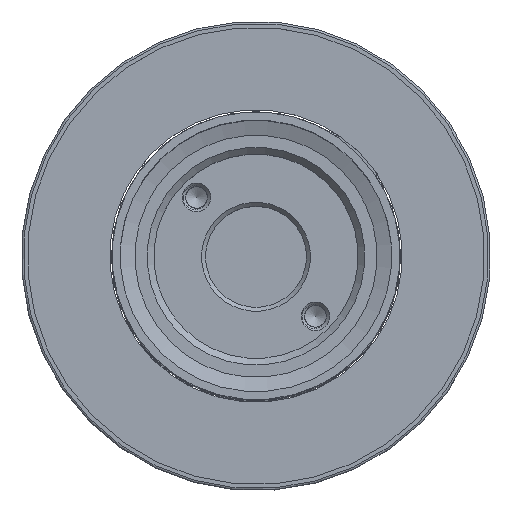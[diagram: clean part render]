
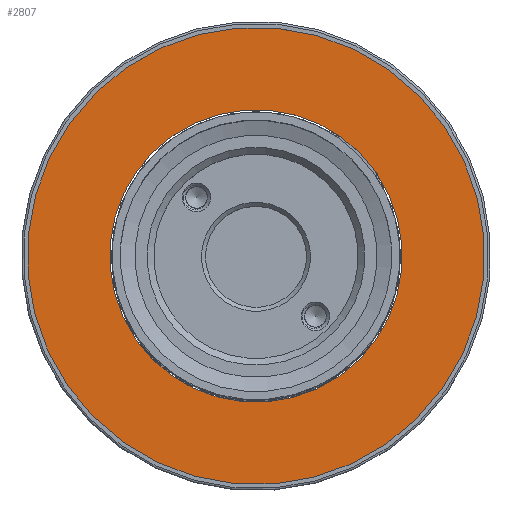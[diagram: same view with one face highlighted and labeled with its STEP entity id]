
A CAD part, top view. The second image highlights one B-rep face of the part: STEP entity #2807.
In plain terms, the highlighted face is planar.
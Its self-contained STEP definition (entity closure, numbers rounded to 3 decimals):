
#977=ORIENTED_EDGE('',*,*,#1294,.T.);
#978=ORIENTED_EDGE('',*,*,#1306,.F.);
#1294=EDGE_CURVE('',#1502,#1502,#1659,.T.);
#1306=EDGE_CURVE('',#1514,#1514,#1671,.T.);
#1502=VERTEX_POINT('',#12520);
#1514=VERTEX_POINT('',#12554);
#1659=CIRCLE('',#3096,21.75);
#1671=CIRCLE('',#3118,34.);
#1862=EDGE_LOOP('',(#977));
#1863=EDGE_LOOP('',(#978));
#2073=FACE_BOUND('',#1862,.T.);
#2074=FACE_BOUND('',#1863,.T.);
#2131=PLANE('',#3117);
#2807=ADVANCED_FACE('',(#2073,#2074),#2131,.T.);
#3096=AXIS2_PLACEMENT_3D('',#12519,#3706,#3707);
#3117=AXIS2_PLACEMENT_3D('',#12552,#3748,#3749);
#3118=AXIS2_PLACEMENT_3D('',#12553,#3750,#3751);
#3706=DIRECTION('',(0.,1.,0.));
#3707=DIRECTION('',(1.,0.,0.));
#3748=DIRECTION('',(0.,-1.,0.));
#3749=DIRECTION('',(-1.,0.,0.));
#3750=DIRECTION('',(0.,1.,0.));
#3751=DIRECTION('',(-1.,0.,0.));
#12519=CARTESIAN_POINT('',(0.,0.5,0.));
#12520=CARTESIAN_POINT('',(21.75,0.5,0.));
#12552=CARTESIAN_POINT('',(0.,0.5,0.));
#12553=CARTESIAN_POINT('',(0.,0.5,0.));
#12554=CARTESIAN_POINT('',(-34.,0.5,0.));
